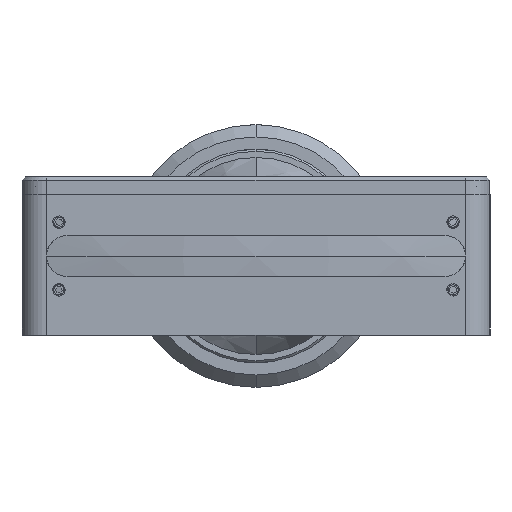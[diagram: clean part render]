
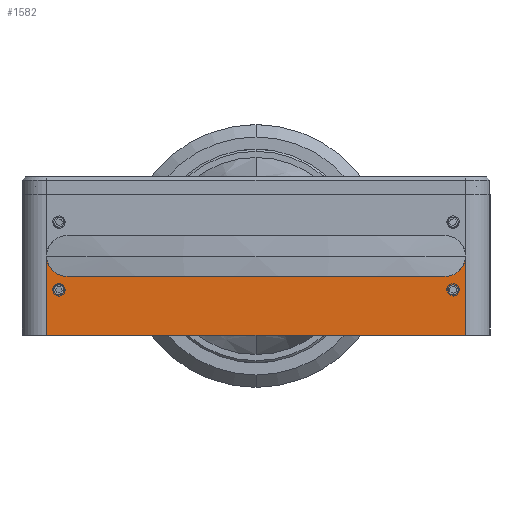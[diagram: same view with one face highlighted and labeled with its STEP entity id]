
A CAD part, front view. The second image highlights one B-rep face of the part: STEP entity #1582.
In plain terms, the highlighted planar face has unit normal (0, -1, 0).
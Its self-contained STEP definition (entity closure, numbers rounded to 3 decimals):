
#10 = CARTESIAN_POINT ( 'NONE',  ( 48., -407.175, -7. ) ) ;
#226 = FACE_OUTER_BOUND ( 'NONE', #16167, .T. ) ;
#229 = CARTESIAN_POINT ( 'NONE',  ( -46., -407.175, -5. ) ) ;
#578 = DIRECTION ( 'NONE',  ( 1., 0., 0. ) ) ;
#795 = CIRCLE ( 'NONE', #16240, 1.25 ) ;
#1505 = AXIS2_PLACEMENT_3D ( 'NONE', #5021, #14793, #6455 ) ;
#1582 = ADVANCED_FACE ( 'NONE', ( #226, #14312, #3552 ), #16986, .F. ) ;
#1766 = ORIENTED_EDGE ( 'NONE', *, *, #4609, .F. ) ;
#1826 = DIRECTION ( 'NONE',  ( 0., -1., 0. ) ) ;
#2564 = CARTESIAN_POINT ( 'NONE',  ( 51., -407.175, 295.037 ) ) ;
#2708 = CARTESIAN_POINT ( 'NONE',  ( 48., -407.175, -8.25 ) ) ;
#2842 = DIRECTION ( 'NONE',  ( 0., -1., 0. ) ) ;
#2946 = EDGE_CURVE ( 'NONE', #14655, #7189, #15292, .T. ) ;
#3098 = AXIS2_PLACEMENT_3D ( 'NONE', #7295, #17049, #8740 ) ;
#3228 = ORIENTED_EDGE ( 'NONE', *, *, #6877, .T. ) ;
#3240 = EDGE_CURVE ( 'NONE', #16052, #8158, #795, .T. ) ;
#3373 = EDGE_CURVE ( 'NONE', #7529, #12343, #15497, .T. ) ;
#3552 = FACE_BOUND ( 'NONE', #13413, .T. ) ;
#3806 = CARTESIAN_POINT ( 'NONE',  ( -48., -407.175, -7. ) ) ;
#3977 = DIRECTION ( 'NONE',  ( 0., 0., -1. ) ) ;
#4006 = CARTESIAN_POINT ( 'NONE',  ( -51., -407.175, 295.037 ) ) ;
#4115 = DIRECTION ( 'NONE',  ( 0., 0., -1. ) ) ;
#4358 = ORIENTED_EDGE ( 'NONE', *, *, #6340, .F. ) ;
#4454 = AXIS2_PLACEMENT_3D ( 'NONE', #10303, #1826, #11706 ) ;
#4520 = EDGE_CURVE ( 'NONE', #17248, #14655, #12696, .T. ) ;
#4535 = CARTESIAN_POINT ( 'NONE',  ( 46., -407.175, -5. ) ) ;
#4609 = EDGE_CURVE ( 'NONE', #13815, #15085, #10934, .T. ) ;
#5021 = CARTESIAN_POINT ( 'NONE',  ( -46., -407.175, 0. ) ) ;
#5206 = CARTESIAN_POINT ( 'NONE',  ( -48., -407.175, -8.25 ) ) ;
#5215 = ORIENTED_EDGE ( 'NONE', *, *, #2946, .F. ) ;
#5505 = CIRCLE ( 'NONE', #12878, 1.25 ) ;
#5632 = CARTESIAN_POINT ( 'NONE',  ( -51., -407.175, -19.25 ) ) ;
#6235 = CARTESIAN_POINT ( 'NONE',  ( 46., -407.175, 0. ) ) ;
#6323 = CARTESIAN_POINT ( 'NONE',  ( 51., -407.175, -19.25 ) ) ;
#6340 = EDGE_CURVE ( 'NONE', #7529, #17248, #6493, .T. ) ;
#6455 = DIRECTION ( 'NONE',  ( 0., 0., 1. ) ) ;
#6493 = CIRCLE ( 'NONE', #1505, 5. ) ;
#6561 = EDGE_CURVE ( 'NONE', #15085, #13815, #12564, .T. ) ;
#6645 = DIRECTION ( 'NONE',  ( 0., 0., -1. ) ) ;
#6748 = ORIENTED_EDGE ( 'NONE', *, *, #10650, .F. ) ;
#6877 = EDGE_CURVE ( 'NONE', #12343, #14740, #17977, .T. ) ;
#7189 = VERTEX_POINT ( 'NONE', #15624 ) ;
#7242 = AXIS2_PLACEMENT_3D ( 'NONE', #6235, #15973, #7613 ) ;
#7295 = CARTESIAN_POINT ( 'NONE',  ( 51., -407.175, 295.037 ) ) ;
#7317 = VECTOR ( 'NONE', #578, 1000. ) ;
#7529 = VERTEX_POINT ( 'NONE', #10900 ) ;
#7613 = DIRECTION ( 'NONE',  ( 0., 0., 1. ) ) ;
#8128 = ORIENTED_EDGE ( 'NONE', *, *, #3240, .F. ) ;
#8158 = VERTEX_POINT ( 'NONE', #3806 ) ;
#8723 = DIRECTION ( 'NONE',  ( 1., 0., 0. ) ) ;
#8740 = DIRECTION ( 'NONE',  ( 0., 0., 1. ) ) ;
#9056 = CARTESIAN_POINT ( 'NONE',  ( 51., -407.175, -19.25 ) ) ;
#9358 = EDGE_CURVE ( 'NONE', #8158, #16052, #5505, .T. ) ;
#10303 = CARTESIAN_POINT ( 'NONE',  ( 48., -407.175, -8.25 ) ) ;
#10650 = EDGE_CURVE ( 'NONE', #7189, #14740, #18065, .T. ) ;
#10702 = VECTOR ( 'NONE', #3977, 1000. ) ;
#10900 = CARTESIAN_POINT ( 'NONE',  ( -51., -407.175, 0. ) ) ;
#10934 = CIRCLE ( 'NONE', #4454, 1.25 ) ;
#11255 = CARTESIAN_POINT ( 'NONE',  ( -48., -407.175, -8.25 ) ) ;
#11706 = DIRECTION ( 'NONE',  ( 0., 0., -1. ) ) ;
#11799 = ORIENTED_EDGE ( 'NONE', *, *, #3373, .T. ) ;
#11811 = VECTOR ( 'NONE', #13838, 1000. ) ;
#12238 = ORIENTED_EDGE ( 'NONE', *, *, #4520, .F. ) ;
#12343 = VERTEX_POINT ( 'NONE', #5632 ) ;
#12474 = AXIS2_PLACEMENT_3D ( 'NONE', #2708, #12524, #4115 ) ;
#12524 = DIRECTION ( 'NONE',  ( 0., -1., 0. ) ) ;
#12548 = EDGE_LOOP ( 'NONE', ( #8128, #17382 ) ) ;
#12564 = CIRCLE ( 'NONE', #12474, 1.25 ) ;
#12666 = DIRECTION ( 'NONE',  ( 0., 0., -1. ) ) ;
#12696 = LINE ( 'NONE', #229, #16373 ) ;
#12878 = AXIS2_PLACEMENT_3D ( 'NONE', #11255, #2842, #12666 ) ;
#13413 = EDGE_LOOP ( 'NONE', ( #15045, #1766 ) ) ;
#13815 = VERTEX_POINT ( 'NONE', #10 ) ;
#13838 = DIRECTION ( 'NONE',  ( 0., 0., -1. ) ) ;
#14130 = CARTESIAN_POINT ( 'NONE',  ( 48., -407.175, -9.5 ) ) ;
#14312 = FACE_BOUND ( 'NONE', #12548, .T. ) ;
#14655 = VERTEX_POINT ( 'NONE', #4535 ) ;
#14740 = VERTEX_POINT ( 'NONE', #6323 ) ;
#14793 = DIRECTION ( 'NONE',  ( 0., -1., 0. ) ) ;
#14992 = DIRECTION ( 'NONE',  ( 0., -1., 0. ) ) ;
#15045 = ORIENTED_EDGE ( 'NONE', *, *, #6561, .F. ) ;
#15085 = VERTEX_POINT ( 'NONE', #14130 ) ;
#15292 = CIRCLE ( 'NONE', #7242, 5. ) ;
#15497 = LINE ( 'NONE', #4006, #11811 ) ;
#15624 = CARTESIAN_POINT ( 'NONE',  ( 51., -407.175, 0. ) ) ;
#15973 = DIRECTION ( 'NONE',  ( 0., -1., 0. ) ) ;
#16052 = VERTEX_POINT ( 'NONE', #16134 ) ;
#16134 = CARTESIAN_POINT ( 'NONE',  ( -48., -407.175, -9.5 ) ) ;
#16167 = EDGE_LOOP ( 'NONE', ( #6748, #5215, #12238, #4358, #11799, #3228 ) ) ;
#16240 = AXIS2_PLACEMENT_3D ( 'NONE', #5206, #14992, #6645 ) ;
#16373 = VECTOR ( 'NONE', #8723, 1000. ) ;
#16986 = PLANE ( 'NONE',  #3098 ) ;
#17049 = DIRECTION ( 'NONE',  ( 0., 1., 0. ) ) ;
#17248 = VERTEX_POINT ( 'NONE', #17310 ) ;
#17310 = CARTESIAN_POINT ( 'NONE',  ( -46., -407.175, -5. ) ) ;
#17382 = ORIENTED_EDGE ( 'NONE', *, *, #9358, .F. ) ;
#17977 = LINE ( 'NONE', #9056, #7317 ) ;
#18065 = LINE ( 'NONE', #2564, #10702 ) ;
